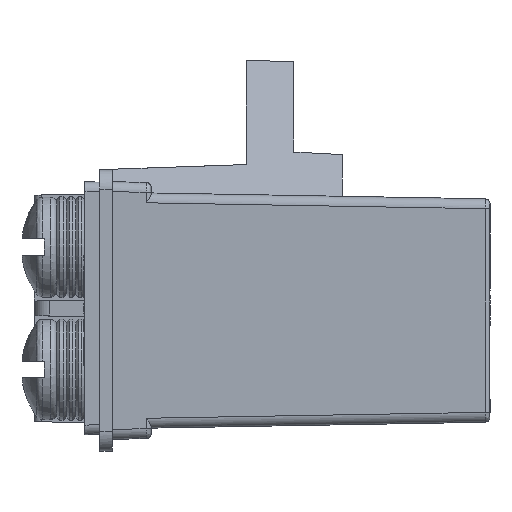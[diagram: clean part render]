
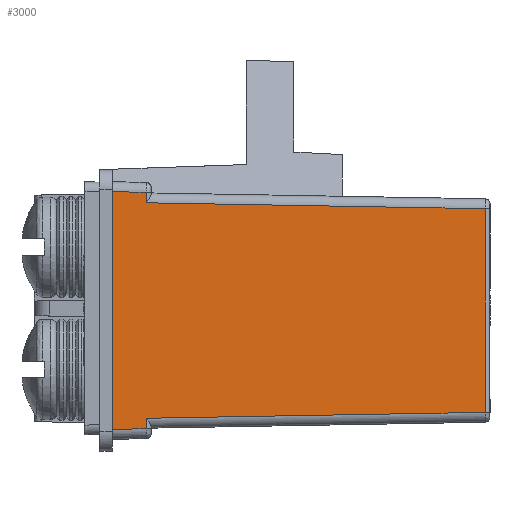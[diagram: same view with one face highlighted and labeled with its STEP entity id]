
A CAD part, left-side view. The second image highlights one B-rep face of the part: STEP entity #3000.
In plain terms, the highlighted planar face has unit normal (-1, -0.018, 0).
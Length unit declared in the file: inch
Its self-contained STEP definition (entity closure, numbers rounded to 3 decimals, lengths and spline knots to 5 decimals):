
#151=CARTESIAN_POINT('',(-1.1035,-0.121,-0.3825));
#152=VERTEX_POINT('',#151);
#160=CARTESIAN_POINT('',(-1.1035,-0.121,0.3825));
#161=VERTEX_POINT('',#160);
#162=CARTESIAN_POINT('',(-1.1035,-0.121,-0.3825));
#163=DIRECTION('',(0.0,0.0,1.0));
#164=VECTOR('',#163,0.76501);
#165=LINE('',#162,#164);
#166=EDGE_CURVE('',#152,#161,#165,.T.);
#2908=CARTESIAN_POINT('',(-1.10159,-0.23028,-0.3806));
#2909=VERTEX_POINT('',#2908);
#2934=CARTESIAN_POINT('',(-1.1035,-0.121,-0.3825));
#2935=DIRECTION('',(0.017,-1.,0.017));
#2936=VECTOR('',#2935,0.10931);
#2937=LINE('',#2934,#2936);
#2938=EDGE_CURVE('',#152,#2909,#2937,.T.);
#2945=CARTESIAN_POINT('',(-1.08213,-1.34528,0.));
#2946=DIRECTION('',(-1.,-0.017,0.0));
#2947=DIRECTION('',(0.0,0.0,1.0));
#2948=AXIS2_PLACEMENT_3D('',#2945,#2946,#2947);
#2949=PLANE('',#2948);
#2950=CARTESIAN_POINT('',(-1.08255,-1.32128,0.32774));
#2951=VERTEX_POINT('',#2950);
#2952=CARTESIAN_POINT('',(-1.08255,-1.32128,-0.32774));
#2953=VERTEX_POINT('',#2952);
#2954=CARTESIAN_POINT('',(-1.08255,-1.32128,0.32774));
#2955=DIRECTION('',(0.0,0.,-1.0));
#2956=VECTOR('',#2955,0.65547);
#2957=LINE('',#2954,#2956);
#2958=EDGE_CURVE('',#2951,#2953,#2957,.T.);
#2959=ORIENTED_EDGE('',*,*,#2958,.F.);
#2960=CARTESIAN_POINT('',(-1.10159,-0.23028,0.34678));
#2961=VERTEX_POINT('',#2960);
#2962=CARTESIAN_POINT('',(-1.08255,-1.32128,0.32774));
#2963=DIRECTION('',(-0.017,1.,0.017));
#2964=VECTOR('',#2963,1.09133);
#2965=LINE('',#2962,#2964);
#2966=EDGE_CURVE('',#2951,#2961,#2965,.T.);
#2967=ORIENTED_EDGE('',*,*,#2966,.T.);
#2968=CARTESIAN_POINT('',(-1.10159,-0.23028,0.3806));
#2969=VERTEX_POINT('',#2968);
#2970=CARTESIAN_POINT('',(-1.10159,-0.23028,0.3806));
#2971=DIRECTION('',(0.0,0.,-1.0));
#2972=VECTOR('',#2971,0.03382);
#2973=LINE('',#2970,#2972);
#2974=EDGE_CURVE('',#2969,#2961,#2973,.T.);
#2975=ORIENTED_EDGE('',*,*,#2974,.F.);
#2976=CARTESIAN_POINT('',(-1.1035,-0.121,0.3825));
#2977=DIRECTION('',(0.017,-1.,-0.017));
#2978=VECTOR('',#2977,0.10931);
#2979=LINE('',#2976,#2978);
#2980=EDGE_CURVE('',#161,#2969,#2979,.T.);
#2981=ORIENTED_EDGE('',*,*,#2980,.F.);
#2982=ORIENTED_EDGE('',*,*,#166,.F.);
#2983=ORIENTED_EDGE('',*,*,#2938,.T.);
#2984=CARTESIAN_POINT('',(-1.10159,-0.23028,-0.34678));
#2985=VERTEX_POINT('',#2984);
#2986=CARTESIAN_POINT('',(-1.10159,-0.23028,-0.34678));
#2987=DIRECTION('',(0.0,0.,-1.0));
#2988=VECTOR('',#2987,0.03382);
#2989=LINE('',#2986,#2988);
#2990=EDGE_CURVE('',#2985,#2909,#2989,.T.);
#2991=ORIENTED_EDGE('',*,*,#2990,.F.);
#2992=CARTESIAN_POINT('',(-1.10159,-0.23028,-0.34678));
#2993=DIRECTION('',(0.017,-1.,0.017));
#2994=VECTOR('',#2993,1.09133);
#2995=LINE('',#2992,#2994);
#2996=EDGE_CURVE('',#2985,#2953,#2995,.T.);
#2997=ORIENTED_EDGE('',*,*,#2996,.T.);
#2998=EDGE_LOOP('',(#2959,#2967,#2975,#2981,#2982,#2983,#2991,#2997));
#2999=FACE_OUTER_BOUND('',#2998,.T.);
#3000=ADVANCED_FACE('',(#2999),#2949,.T.);
